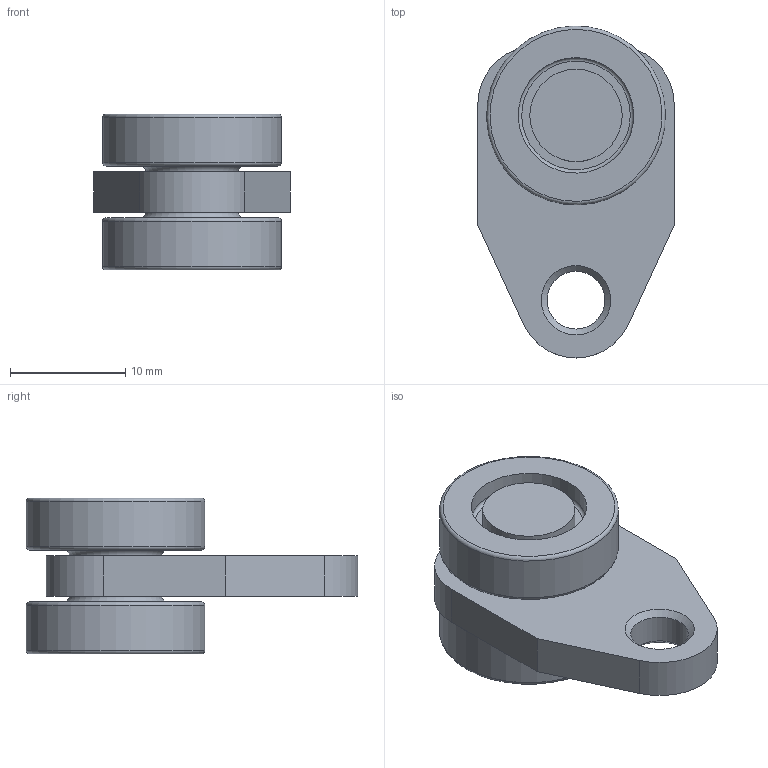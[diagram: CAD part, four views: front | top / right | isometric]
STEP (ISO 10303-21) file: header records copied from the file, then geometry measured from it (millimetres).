
FILE_DESCRIPTION(/* description */ (''),/* implementation_level */ '2;1');
FILE_NAME(/* name */ '99701.stp',/* time_stamp */ '2019-09-09T10:19:04+02:00',/* author */ ('DBARI'),/* organization */ (''),/* preprocessor_version */ 'ST-DEVELOPER v17.2',/* originating_system */ 'Autodesk Inventor 2019',/* authorisation */ '');
FILE_SCHEMA (('AUTOMOTIVE_DESIGN { 1 0 10303 214 3 1 1 }'));
Length unit declared in the file: millimetre
Products named in the file (5): 99701 ensemble; 99701 armature; GALET; RONDELLE Z4; AXE
Assembly tree (5 placements, depth 2):
  99701 ensemble
    99701 armature
    GALET  x2
    RONDELLE Z4
    AXE
Bounding box: 17 x 28.75 x 13.5 mm (x, y, z)
Volume: 2813.8 mm3; surface area: 2849 mm2
Topology: 5 solids, 5 shells, 55 faces, 140 edges, 104 vertices
Faces by surface type: plane 24, cylinder 21, torus 8, cone 2
Full cylindrical faces by diameter (mm): 4 x2, 5 x2, 5.2 x3, 5.5 x1, 8 x4, 10 x4, 15.5 x2
Entity records: 1560 total; most frequent: DIRECTION 280, CARTESIAN_POINT 233, ORIENTED_EDGE 208, AXIS2_PLACEMENT_3D 123, EDGE_CURVE 104, VERTEX_POINT 76, CIRCLE 70, EDGE_LOOP 58
